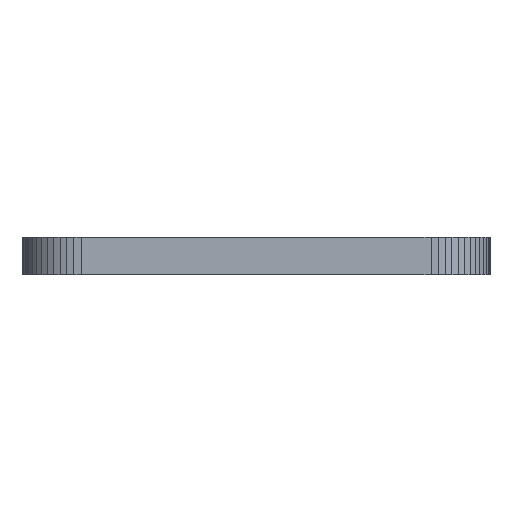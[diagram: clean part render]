
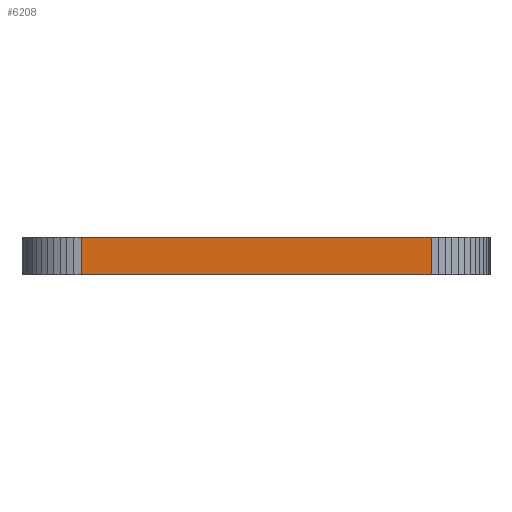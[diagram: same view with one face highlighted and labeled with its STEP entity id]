
A CAD part, left-side view. The second image highlights one B-rep face of the part: STEP entity #6208.
In plain terms, the highlighted planar face has unit normal (-1, 0, 0).
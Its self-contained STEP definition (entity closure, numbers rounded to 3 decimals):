
#83 = PLANE('',#84);
#84 = AXIS2_PLACEMENT_3D('',#85,#86,#87);
#85 = CARTESIAN_POINT('',(74.05,-44.025,1.6));
#86 = DIRECTION('',(-0.,-0.,-1.));
#87 = DIRECTION('',(-1.,0.,0.));
#137 = PLANE('',#138);
#138 = AXIS2_PLACEMENT_3D('',#139,#140,#141);
#139 = CARTESIAN_POINT('',(74.05,-44.025,0.));
#140 = DIRECTION('',(-0.,-0.,-1.));
#141 = DIRECTION('',(-1.,0.,0.));
#1903 = VERTEX_POINT('',#1904);
#1904 = CARTESIAN_POINT('',(61.35,-51.56,0.));
#1918 = PLANE('',#1919);
#1919 = AXIS2_PLACEMENT_3D('',#1920,#1921,#1922);
#1920 = CARTESIAN_POINT('',(61.369,-51.866,0.));
#1921 = DIRECTION('',(-0.998,-0.06,0.));
#1922 = DIRECTION('',(-0.06,0.998,0.));
#1930 = EDGE_CURVE('',#1903,#1931,#1933,.T.);
#1931 = VERTEX_POINT('',#1932);
#1932 = CARTESIAN_POINT('',(61.35,-36.49,0.));
#1933 = SURFACE_CURVE('',#1934,(#1938,#1945),.PCURVE_S1.);
#1934 = LINE('',#1935,#1936);
#1935 = CARTESIAN_POINT('',(61.35,-51.56,0.));
#1936 = VECTOR('',#1937,1.);
#1937 = DIRECTION('',(0.,1.,0.));
#1938 = PCURVE('',#137,#1939);
#1939 = DEFINITIONAL_REPRESENTATION('',(#1940),#1944);
#1940 = LINE('',#1941,#1942);
#1941 = CARTESIAN_POINT('',(12.7,-7.535));
#1942 = VECTOR('',#1943,1.);
#1943 = DIRECTION('',(0.,1.));
#1944 = ( GEOMETRIC_REPRESENTATION_CONTEXT(2) 
PARAMETRIC_REPRESENTATION_CONTEXT() REPRESENTATION_CONTEXT('2D SPACE',''
  ) );
#1945 = PCURVE('',#1946,#1951);
#1946 = PLANE('',#1947);
#1947 = AXIS2_PLACEMENT_3D('',#1948,#1949,#1950);
#1948 = CARTESIAN_POINT('',(61.35,-51.56,0.));
#1949 = DIRECTION('',(-1.,0.,0.));
#1950 = DIRECTION('',(0.,1.,0.));
#1951 = DEFINITIONAL_REPRESENTATION('',(#1952),#1956);
#1952 = LINE('',#1953,#1954);
#1953 = CARTESIAN_POINT('',(0.,0.));
#1954 = VECTOR('',#1955,1.);
#1955 = DIRECTION('',(1.,0.));
#1956 = ( GEOMETRIC_REPRESENTATION_CONTEXT(2) 
PARAMETRIC_REPRESENTATION_CONTEXT() REPRESENTATION_CONTEXT('2D SPACE',''
  ) );
#1974 = PLANE('',#1975);
#1975 = AXIS2_PLACEMENT_3D('',#1976,#1977,#1978);
#1976 = CARTESIAN_POINT('',(61.35,-36.49,0.));
#1977 = DIRECTION('',(-0.998,0.06,0.));
#1978 = DIRECTION('',(0.06,0.998,0.));
#4461 = VERTEX_POINT('',#4462);
#4462 = CARTESIAN_POINT('',(61.35,-51.56,1.6));
#4483 = EDGE_CURVE('',#4461,#4484,#4486,.T.);
#4484 = VERTEX_POINT('',#4485);
#4485 = CARTESIAN_POINT('',(61.35,-36.49,1.6));
#4486 = SURFACE_CURVE('',#4487,(#4491,#4498),.PCURVE_S1.);
#4487 = LINE('',#4488,#4489);
#4488 = CARTESIAN_POINT('',(61.35,-51.56,1.6));
#4489 = VECTOR('',#4490,1.);
#4490 = DIRECTION('',(0.,1.,0.));
#4491 = PCURVE('',#83,#4492);
#4492 = DEFINITIONAL_REPRESENTATION('',(#4493),#4497);
#4493 = LINE('',#4494,#4495);
#4494 = CARTESIAN_POINT('',(12.7,-7.535));
#4495 = VECTOR('',#4496,1.);
#4496 = DIRECTION('',(0.,1.));
#4497 = ( GEOMETRIC_REPRESENTATION_CONTEXT(2) 
PARAMETRIC_REPRESENTATION_CONTEXT() REPRESENTATION_CONTEXT('2D SPACE',''
  ) );
#4498 = PCURVE('',#1946,#4499);
#4499 = DEFINITIONAL_REPRESENTATION('',(#4500),#4504);
#4500 = LINE('',#4501,#4502);
#4501 = CARTESIAN_POINT('',(0.,-1.6));
#4502 = VECTOR('',#4503,1.);
#4503 = DIRECTION('',(1.,0.));
#4504 = ( GEOMETRIC_REPRESENTATION_CONTEXT(2) 
PARAMETRIC_REPRESENTATION_CONTEXT() REPRESENTATION_CONTEXT('2D SPACE',''
  ) );
#6185 = EDGE_CURVE('',#1931,#4484,#6186,.T.);
#6186 = SURFACE_CURVE('',#6187,(#6191,#6198),.PCURVE_S1.);
#6187 = LINE('',#6188,#6189);
#6188 = CARTESIAN_POINT('',(61.35,-36.49,0.));
#6189 = VECTOR('',#6190,1.);
#6190 = DIRECTION('',(0.,0.,1.));
#6191 = PCURVE('',#1974,#6192);
#6192 = DEFINITIONAL_REPRESENTATION('',(#6193),#6197);
#6193 = LINE('',#6194,#6195);
#6194 = CARTESIAN_POINT('',(0.,0.));
#6195 = VECTOR('',#6196,1.);
#6196 = DIRECTION('',(0.,-1.));
#6197 = ( GEOMETRIC_REPRESENTATION_CONTEXT(2) 
PARAMETRIC_REPRESENTATION_CONTEXT() REPRESENTATION_CONTEXT('2D SPACE',''
  ) );
#6198 = PCURVE('',#1946,#6199);
#6199 = DEFINITIONAL_REPRESENTATION('',(#6200),#6204);
#6200 = LINE('',#6201,#6202);
#6201 = CARTESIAN_POINT('',(15.07,0.));
#6202 = VECTOR('',#6203,1.);
#6203 = DIRECTION('',(0.,-1.));
#6204 = ( GEOMETRIC_REPRESENTATION_CONTEXT(2) 
PARAMETRIC_REPRESENTATION_CONTEXT() REPRESENTATION_CONTEXT('2D SPACE',''
  ) );
#6208 = ADVANCED_FACE('',(#6209),#1946,.T.);
#6209 = FACE_BOUND('',#6210,.T.);
#6210 = EDGE_LOOP('',(#6211,#6232,#6233,#6234));
#6211 = ORIENTED_EDGE('',*,*,#6212,.T.);
#6212 = EDGE_CURVE('',#1903,#4461,#6213,.T.);
#6213 = SURFACE_CURVE('',#6214,(#6218,#6225),.PCURVE_S1.);
#6214 = LINE('',#6215,#6216);
#6215 = CARTESIAN_POINT('',(61.35,-51.56,0.));
#6216 = VECTOR('',#6217,1.);
#6217 = DIRECTION('',(0.,0.,1.));
#6218 = PCURVE('',#1946,#6219);
#6219 = DEFINITIONAL_REPRESENTATION('',(#6220),#6224);
#6220 = LINE('',#6221,#6222);
#6221 = CARTESIAN_POINT('',(0.,0.));
#6222 = VECTOR('',#6223,1.);
#6223 = DIRECTION('',(0.,-1.));
#6224 = ( GEOMETRIC_REPRESENTATION_CONTEXT(2) 
PARAMETRIC_REPRESENTATION_CONTEXT() REPRESENTATION_CONTEXT('2D SPACE',''
  ) );
#6225 = PCURVE('',#1918,#6226);
#6226 = DEFINITIONAL_REPRESENTATION('',(#6227),#6231);
#6227 = LINE('',#6228,#6229);
#6228 = CARTESIAN_POINT('',(0.307,0.));
#6229 = VECTOR('',#6230,1.);
#6230 = DIRECTION('',(0.,-1.));
#6231 = ( GEOMETRIC_REPRESENTATION_CONTEXT(2) 
PARAMETRIC_REPRESENTATION_CONTEXT() REPRESENTATION_CONTEXT('2D SPACE',''
  ) );
#6232 = ORIENTED_EDGE('',*,*,#4483,.T.);
#6233 = ORIENTED_EDGE('',*,*,#6185,.F.);
#6234 = ORIENTED_EDGE('',*,*,#1930,.F.);
